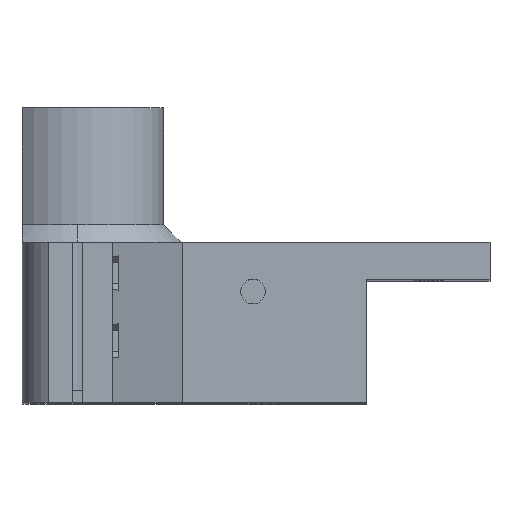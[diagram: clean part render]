
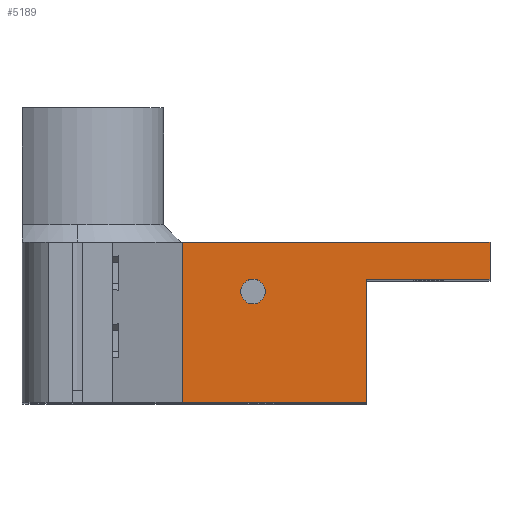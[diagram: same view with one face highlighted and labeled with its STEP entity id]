
A CAD part, top view. The second image highlights one B-rep face of the part: STEP entity #5189.
In plain terms, the highlighted planar face has unit normal (0, 0, 1).
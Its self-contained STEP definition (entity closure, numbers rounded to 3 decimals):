
#4 = CARTESIAN_POINT ( 'NONE',  ( -10., 0., 180. ) ) ;
#93 = DIRECTION ( 'NONE',  ( 1., 0., 0. ) ) ;
#153 = VECTOR ( 'NONE', #1301, 1000. ) ;
#316 = VECTOR ( 'NONE', #2922, 1000. ) ;
#449 = ORIENTED_EDGE ( 'NONE', *, *, #1530, .T. ) ;
#569 = LINE ( 'NONE', #895, #2735 ) ;
#571 = ORIENTED_EDGE ( 'NONE', *, *, #1492, .F. ) ;
#635 = DIRECTION ( 'NONE',  ( -1., 0., 0. ) ) ;
#895 = CARTESIAN_POINT ( 'NONE',  ( 10., 0., 180. ) ) ;
#941 = AXIS2_PLACEMENT_3D ( 'NONE', #4408, #3989, #1654 ) ;
#950 = CARTESIAN_POINT ( 'NONE',  ( 0., 0., 180. ) ) ;
#982 = CIRCLE ( 'NONE', #4176, 2. ) ;
#1030 = DIRECTION ( 'NONE',  ( 0., 1., 0. ) ) ;
#1279 = VERTEX_POINT ( 'NONE', #4144 ) ;
#1301 = DIRECTION ( 'NONE',  ( 0., -1., 0. ) ) ;
#1435 = CARTESIAN_POINT ( 'NONE',  ( -40., 0., 180. ) ) ;
#1492 = EDGE_CURVE ( 'NONE', #5732, #3317, #5373, .T. ) ;
#1530 = EDGE_CURVE ( 'NONE', #2347, #2217, #569, .T. ) ;
#1654 = DIRECTION ( 'NONE',  ( 1., 0., 0. ) ) ;
#1840 = ORIENTED_EDGE ( 'NONE', *, *, #3517, .F. ) ;
#1914 = VERTEX_POINT ( 'NONE', #2805 ) ;
#1998 = DIRECTION ( 'NONE',  ( 0., 0., 1. ) ) ;
#2019 = VECTOR ( 'NONE', #1030, 1000. ) ;
#2209 = VECTOR ( 'NONE', #635, 1000. ) ;
#2217 = VERTEX_POINT ( 'NONE', #3293 ) ;
#2347 = VERTEX_POINT ( 'NONE', #3625 ) ;
#2405 = ORIENTED_EDGE ( 'NONE', *, *, #3950, .F. ) ;
#2474 = EDGE_CURVE ( 'NONE', #1914, #1279, #3611, .T. ) ;
#2579 = VERTEX_POINT ( 'NONE', #4991 ) ;
#2626 = CARTESIAN_POINT ( 'NONE',  ( -30.5, -8., 180. ) ) ;
#2735 = VECTOR ( 'NONE', #4049, 1000. ) ;
#2805 = CARTESIAN_POINT ( 'NONE',  ( -10., -6., 180. ) ) ;
#2922 = DIRECTION ( 'NONE',  ( 1., 0., 0. ) ) ;
#2962 = LINE ( 'NONE', #5091, #2209 ) ;
#3081 = EDGE_CURVE ( 'NONE', #2347, #1914, #3280, .T. ) ;
#3173 = EDGE_CURVE ( 'NONE', #4382, #2217, #4771, .T. ) ;
#3176 = AXIS2_PLACEMENT_3D ( 'NONE', #950, #4133, #93 ) ;
#3213 = CARTESIAN_POINT ( 'NONE',  ( -40., 0., 180. ) ) ;
#3218 = CARTESIAN_POINT ( 'NONE',  ( 0., -6., 180. ) ) ;
#3280 = LINE ( 'NONE', #3218, #5770 ) ;
#3293 = CARTESIAN_POINT ( 'NONE',  ( 10., 0., 180. ) ) ;
#3317 = VERTEX_POINT ( 'NONE', #2626 ) ;
#3391 = CARTESIAN_POINT ( 'NONE',  ( -28.5, -8., 180. ) ) ;
#3517 = EDGE_CURVE ( 'NONE', #2579, #4382, #5510, .T. ) ;
#3611 = LINE ( 'NONE', #4, #153 ) ;
#3625 = CARTESIAN_POINT ( 'NONE',  ( 10., -6., 180. ) ) ;
#3660 = EDGE_CURVE ( 'NONE', #3317, #5732, #982, .T. ) ;
#3668 = FACE_OUTER_BOUND ( 'NONE', #5046, .T. ) ;
#3734 = ORIENTED_EDGE ( 'NONE', *, *, #3173, .F. ) ;
#3873 = ORIENTED_EDGE ( 'NONE', *, *, #3660, .F. ) ;
#3950 = EDGE_CURVE ( 'NONE', #1279, #2579, #2962, .T. ) ;
#3989 = DIRECTION ( 'NONE',  ( 0., 0., 1. ) ) ;
#4049 = DIRECTION ( 'NONE',  ( 0., 1., 0. ) ) ;
#4133 = DIRECTION ( 'NONE',  ( 0., 0., 1. ) ) ;
#4144 = CARTESIAN_POINT ( 'NONE',  ( -10., -26., 180. ) ) ;
#4161 = EDGE_LOOP ( 'NONE', ( #571, #3873 ) ) ;
#4176 = AXIS2_PLACEMENT_3D ( 'NONE', #3391, #1998, #5210 ) ;
#4177 = DIRECTION ( 'NONE',  ( -1., 0., 0. ) ) ;
#4236 = ORIENTED_EDGE ( 'NONE', *, *, #2474, .F. ) ;
#4243 = CARTESIAN_POINT ( 'NONE',  ( -26.5, -8., 180. ) ) ;
#4382 = VERTEX_POINT ( 'NONE', #1435 ) ;
#4408 = CARTESIAN_POINT ( 'NONE',  ( -28.5, -8., 180. ) ) ;
#4771 = LINE ( 'NONE', #5132, #316 ) ;
#4991 = CARTESIAN_POINT ( 'NONE',  ( -40., -26., 180. ) ) ;
#5046 = EDGE_LOOP ( 'NONE', ( #3734, #1840, #2405, #4236, #5409, #449 ) ) ;
#5091 = CARTESIAN_POINT ( 'NONE',  ( 0., -26., 180. ) ) ;
#5132 = CARTESIAN_POINT ( 'NONE',  ( 0., 0., 180. ) ) ;
#5189 = ADVANCED_FACE ( 'NONE', ( #5465, #3668 ), #5552, .T. ) ;
#5210 = DIRECTION ( 'NONE',  ( 1., 0., 0. ) ) ;
#5373 = CIRCLE ( 'NONE', #941, 2. ) ;
#5409 = ORIENTED_EDGE ( 'NONE', *, *, #3081, .F. ) ;
#5465 = FACE_BOUND ( 'NONE', #4161, .T. ) ;
#5510 = LINE ( 'NONE', #3213, #2019 ) ;
#5552 = PLANE ( 'NONE',  #3176 ) ;
#5732 = VERTEX_POINT ( 'NONE', #4243 ) ;
#5770 = VECTOR ( 'NONE', #4177, 1000. ) ;
